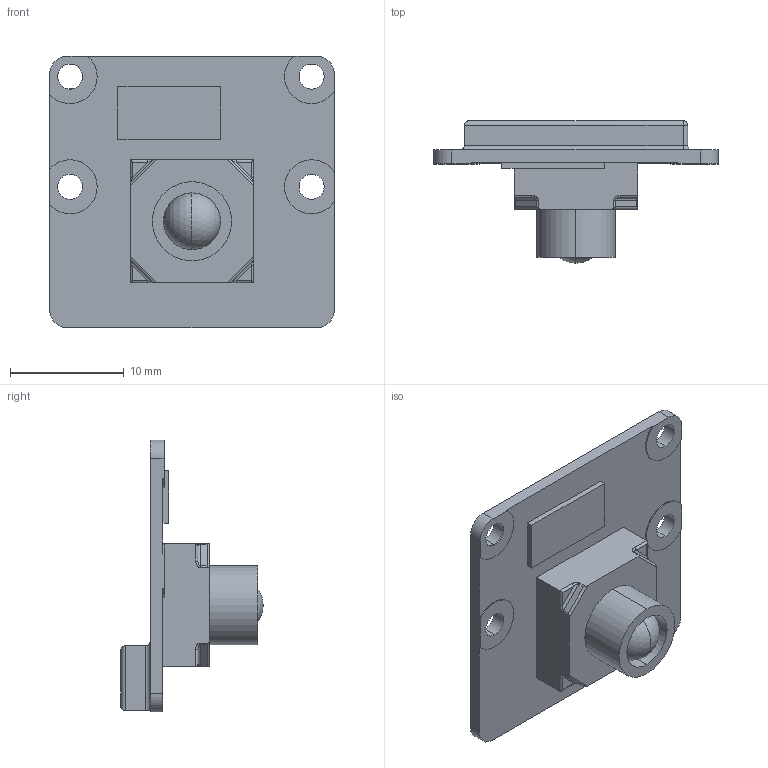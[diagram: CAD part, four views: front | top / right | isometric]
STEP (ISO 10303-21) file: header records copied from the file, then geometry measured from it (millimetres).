
FILE_DESCRIPTION (( 'STEP AP214' ), '1' );
FILE_NAME ('Pi camera module3.STEP', '2023-02-20T23:52:59', ( '' ), ( '' ), 'SwSTEP 2.0', 'SolidWorks 2021', '' );
FILE_SCHEMA (( 'AUTOMOTIVE_DESIGN' ));
Length unit declared in the file: millimetre
Products named in the file (1): Pi camera module3
Bounding box: 25 x 12.5 x 23.86 mm (x, y, z)
Volume: 1548.5 mm3; surface area: 1855.1 mm2
Topology: 1 solids, 1 shells, 179 faces, 505 edges, 314 vertices
Faces by surface type: cylinder 93, plane 74, bspline 8, sphere 3, torus 1
Entity records: 7884 total; most frequent: CARTESIAN_POINT 1248, ORIENTED_EDGE 1000, DIRECTION 955, EDGE_CURVE 500, AXIS2_PLACEMENT_3D 323, VERTEX_POINT 312, VECTOR 309, LINE 309
